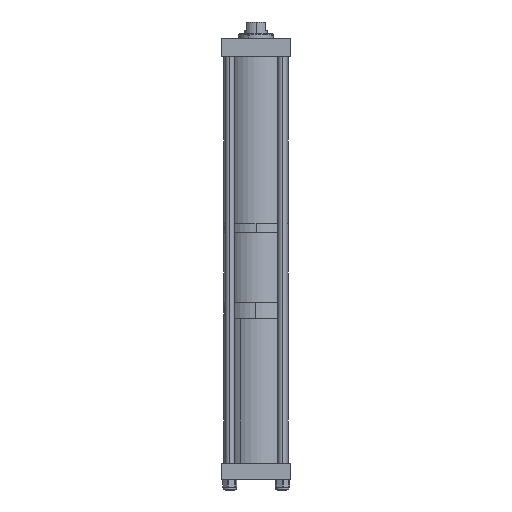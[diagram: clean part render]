
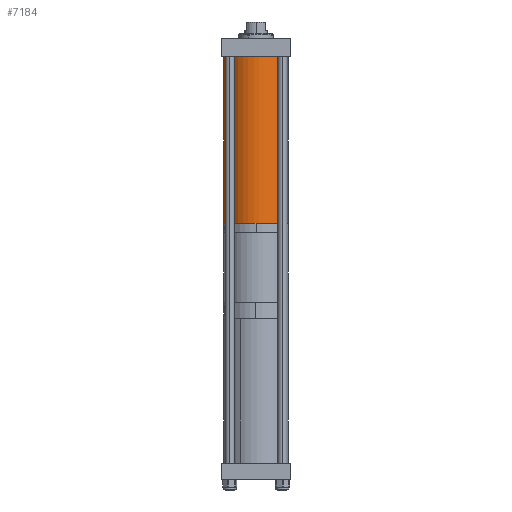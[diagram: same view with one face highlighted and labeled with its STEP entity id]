
A CAD part, left-side view. The second image highlights one B-rep face of the part: STEP entity #7184.
In plain terms, the highlighted cylindrical face has radius 88.9 mm (diameter 177.8 mm), a partial arc.
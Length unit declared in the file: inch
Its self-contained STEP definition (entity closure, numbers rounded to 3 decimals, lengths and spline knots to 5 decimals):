
#6 = CARTESIAN_POINT ( 'NONE',  ( 3.5, 0., 18.059 ) ) ;
#598 = CARTESIAN_POINT ( 'NONE',  ( 0., 0., 18.059 ) ) ;
#658 = DIRECTION ( 'NONE',  ( 1., 0., 0. ) ) ;
#692 = FACE_OUTER_BOUND ( 'NONE', #2124, .T. ) ;
#1220 = DIRECTION ( 'NONE',  ( 0., 0., -1. ) ) ;
#1422 = EDGE_CURVE ( 'NONE', #6135, #7169, #7196, .T. ) ;
#1460 = CARTESIAN_POINT ( 'NONE',  ( 0., 0., 0. ) ) ;
#2124 = EDGE_LOOP ( 'NONE', ( #2880, #3611, #9742, #7334 ) ) ;
#2201 = CARTESIAN_POINT ( 'NONE',  ( 0., 0., 18.059 ) ) ;
#2265 = DIRECTION ( 'NONE',  ( 1., 0., 0. ) ) ;
#2397 = AXIS2_PLACEMENT_3D ( 'NONE', #1460, #7839, #2265 ) ;
#2474 = CARTESIAN_POINT ( 'NONE',  ( -3.5, 0., 0. ) ) ;
#2572 = CYLINDRICAL_SURFACE ( 'NONE', #4830, 3.5 ) ;
#2788 = CIRCLE ( 'NONE', #6978, 3.5 ) ;
#2880 = ORIENTED_EDGE ( 'NONE', *, *, #6925, .F. ) ;
#3047 = VECTOR ( 'NONE', #4220, 39.37008 ) ;
#3611 = ORIENTED_EDGE ( 'NONE', *, *, #9084, .F. ) ;
#3628 = CARTESIAN_POINT ( 'NONE',  ( -3.5, 0., 18.059 ) ) ;
#3745 = DIRECTION ( 'NONE',  ( -1., 0., 0. ) ) ;
#3846 = VERTEX_POINT ( 'NONE', #6 ) ;
#4220 = DIRECTION ( 'NONE',  ( 0., 0., -1. ) ) ;
#4391 = VERTEX_POINT ( 'NONE', #3628 ) ;
#4561 = LINE ( 'NONE', #5107, #4685 ) ;
#4685 = VECTOR ( 'NONE', #1220, 39.37008 ) ;
#4830 = AXIS2_PLACEMENT_3D ( 'NONE', #598, #8525, #3745 ) ;
#5107 = CARTESIAN_POINT ( 'NONE',  ( 3.5, 0., 18.059 ) ) ;
#6135 = VERTEX_POINT ( 'NONE', #2474 ) ;
#6906 = CARTESIAN_POINT ( 'NONE',  ( -3.5, 0., 18.059 ) ) ;
#6925 = EDGE_CURVE ( 'NONE', #3846, #7169, #4561, .T. ) ;
#6978 = AXIS2_PLACEMENT_3D ( 'NONE', #2201, #7843, #658 ) ;
#7169 = VERTEX_POINT ( 'NONE', #9323 ) ;
#7184 = ADVANCED_FACE ( 'NONE', ( #692 ), #2572, .T. ) ;
#7196 = CIRCLE ( 'NONE', #2397, 3.5 ) ;
#7334 = ORIENTED_EDGE ( 'NONE', *, *, #1422, .T. ) ;
#7590 = EDGE_CURVE ( 'NONE', #4391, #6135, #9425, .T. ) ;
#7839 = DIRECTION ( 'NONE',  ( 0., 0., 1. ) ) ;
#7843 = DIRECTION ( 'NONE',  ( 0., 0., 1. ) ) ;
#8525 = DIRECTION ( 'NONE',  ( 0., 0., -1. ) ) ;
#9084 = EDGE_CURVE ( 'NONE', #4391, #3846, #2788, .T. ) ;
#9323 = CARTESIAN_POINT ( 'NONE',  ( 3.5, 0., 0. ) ) ;
#9425 = LINE ( 'NONE', #6906, #3047 ) ;
#9742 = ORIENTED_EDGE ( 'NONE', *, *, #7590, .T. ) ;
